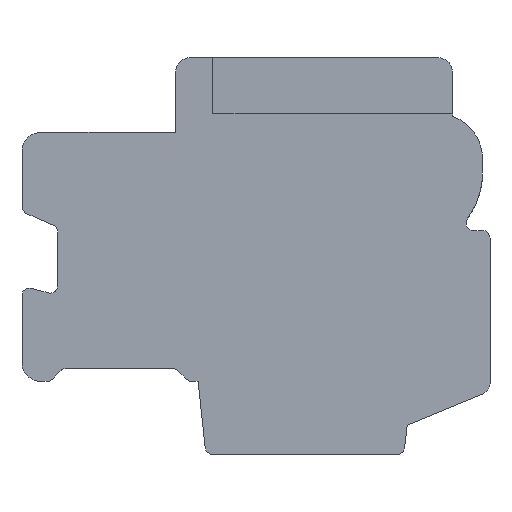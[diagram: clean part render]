
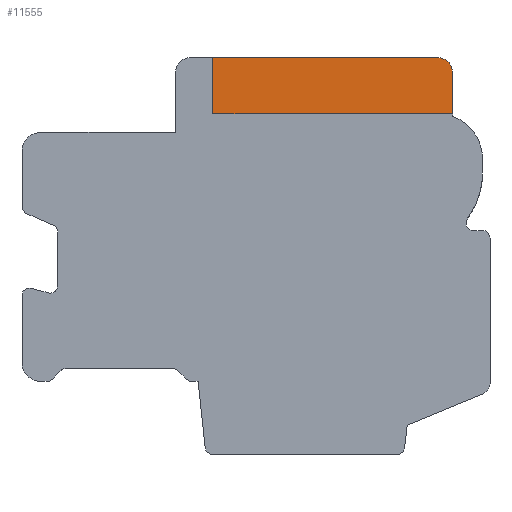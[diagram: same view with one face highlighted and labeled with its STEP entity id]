
A CAD part, front view. The second image highlights one B-rep face of the part: STEP entity #11555.
In plain terms, the highlighted planar face has unit normal (0, -1, 0).
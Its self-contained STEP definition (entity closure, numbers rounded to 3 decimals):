
#57=DIRECTION('',(-1.,0.,0.));
#58=VECTOR('',#57,6.);
#59=CARTESIAN_POINT('',(4.85,-63.5,5.3));
#60=LINE('',#59,#58);
#745=CARTESIAN_POINT('',(4.85,-63.5,4.9));
#746=DIRECTION('',(0.,1.,0.));
#747=DIRECTION('',(0.,0.,1.));
#748=AXIS2_PLACEMENT_3D('',#745,#746,#747);
#802=DIRECTION('',(0.,0.,-1.));
#803=VECTOR('',#802,1.1);
#804=CARTESIAN_POINT('',(5.25,-63.5,4.9));
#805=LINE('',#804,#803);
#3578=DIRECTION('',(0.,0.,1.));
#3579=VECTOR('',#3578,1.5);
#3580=CARTESIAN_POINT('',(-1.15,-63.5,3.8));
#3581=LINE('',#3580,#3579);
#3586=DIRECTION('',(-1.,0.,0.));
#3587=VECTOR('',#3586,6.4);
#3588=CARTESIAN_POINT('',(5.25,-63.5,3.8));
#3589=LINE('',#3588,#3587);
#7536=CARTESIAN_POINT('',(-1.15,-63.5,5.3));
#7538=VERTEX_POINT('',#7536);
#7540=CARTESIAN_POINT('',(4.85,-63.5,5.3));
#7541=VERTEX_POINT('',#7540);
#7542=CARTESIAN_POINT('',(5.25,-63.5,4.9));
#7543=VERTEX_POINT('',#7542);
#7544=CARTESIAN_POINT('',(5.25,-63.5,3.8));
#7545=VERTEX_POINT('',#7544);
#7548=CARTESIAN_POINT('',(-1.15,-63.5,3.8));
#7549=VERTEX_POINT('',#7548);
#11542=CARTESIAN_POINT('',(5.25,-63.5,3.8));
#11543=DIRECTION('',(0.,1.,0.));
#11544=DIRECTION('',(0.,0.,1.));
#11545=AXIS2_PLACEMENT_3D('',#11542,#11543,#11544);
#11546=PLANE('',#11545);
#11547=ORIENTED_EDGE('',*,*,#8054,.F.);
#11548=ORIENTED_EDGE('',*,*,#8751,.T.);
#11549=ORIENTED_EDGE('',*,*,#8825,.T.);
#11551=ORIENTED_EDGE('',*,*,#11550,.T.);
#11552=ORIENTED_EDGE('',*,*,#11534,.T.);
#11553=EDGE_LOOP('',(#11547,#11548,#11549,#11551,#11552));
#11554=FACE_OUTER_BOUND('',#11553,.F.);
#11555=ADVANCED_FACE('',(#11554),#11546,.F.);
#749=CIRCLE('',#748,0.4);
#8054=EDGE_CURVE('',#7541,#7538,#60,.T.);
#8751=EDGE_CURVE('',#7541,#7543,#749,.T.);
#8825=EDGE_CURVE('',#7543,#7545,#805,.T.);
#11534=EDGE_CURVE('',#7549,#7538,#3581,.T.);
#11550=EDGE_CURVE('',#7545,#7549,#3589,.T.);
